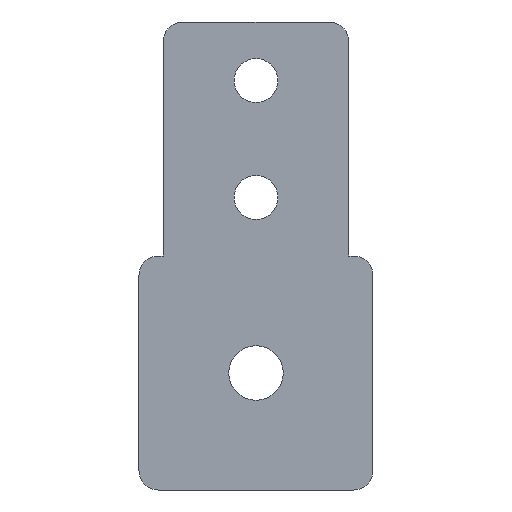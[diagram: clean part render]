
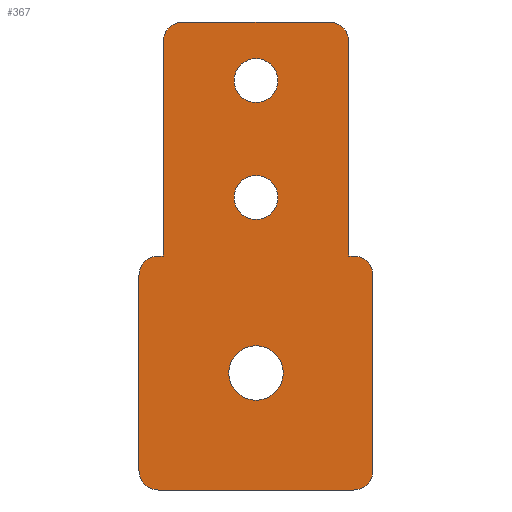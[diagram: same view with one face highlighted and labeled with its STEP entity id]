
A CAD part, front view. The second image highlights one B-rep face of the part: STEP entity #367.
In plain terms, the highlighted planar face has unit normal (0, -1, 0).
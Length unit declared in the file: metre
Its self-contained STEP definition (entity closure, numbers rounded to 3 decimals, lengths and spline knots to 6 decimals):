
#31=CIRCLE('',#411,0.0028);
#32=CIRCLE('',#412,0.00225);
#33=CIRCLE('',#413,0.00225);
#34=CIRCLE('',#414,0.002);
#35=CIRCLE('',#415,0.002);
#36=CIRCLE('',#416,0.002);
#37=CIRCLE('',#417,0.002);
#38=CIRCLE('',#418,0.002);
#39=CIRCLE('',#419,0.002);
#71=ORIENTED_EDGE('',*,*,#168,.F.);
#72=ORIENTED_EDGE('',*,*,#169,.T.);
#73=ORIENTED_EDGE('',*,*,#170,.T.);
#74=ORIENTED_EDGE('',*,*,#152,.F.);
#75=ORIENTED_EDGE('',*,*,#171,.T.);
#76=ORIENTED_EDGE('',*,*,#146,.F.);
#77=ORIENTED_EDGE('',*,*,#172,.T.);
#78=ORIENTED_EDGE('',*,*,#142,.T.);
#79=ORIENTED_EDGE('',*,*,#173,.F.);
#80=ORIENTED_EDGE('',*,*,#174,.T.);
#81=ORIENTED_EDGE('',*,*,#175,.T.);
#82=ORIENTED_EDGE('',*,*,#176,.T.);
#83=ORIENTED_EDGE('',*,*,#177,.T.);
#84=ORIENTED_EDGE('',*,*,#178,.T.);
#85=ORIENTED_EDGE('',*,*,#179,.F.);
#86=ORIENTED_EDGE('',*,*,#180,.T.);
#87=ORIENTED_EDGE('',*,*,#181,.F.);
#142=EDGE_CURVE('',#192,#193,#228,.T.);
#146=EDGE_CURVE('',#196,#197,#232,.T.);
#152=EDGE_CURVE('',#202,#203,#238,.T.);
#168=EDGE_CURVE('',#215,#215,#31,.T.);
#169=EDGE_CURVE('',#216,#216,#32,.T.);
#170=EDGE_CURVE('',#217,#217,#33,.T.);
#171=EDGE_CURVE('',#202,#197,#34,.F.);
#172=EDGE_CURVE('',#196,#192,#35,.F.);
#173=EDGE_CURVE('',#218,#193,#245,.T.);
#174=EDGE_CURVE('',#218,#219,#36,.F.);
#175=EDGE_CURVE('',#219,#220,#246,.T.);
#176=EDGE_CURVE('',#220,#221,#37,.F.);
#177=EDGE_CURVE('',#221,#222,#247,.T.);
#178=EDGE_CURVE('',#222,#223,#38,.F.);
#179=EDGE_CURVE('',#224,#223,#248,.T.);
#180=EDGE_CURVE('',#224,#225,#39,.F.);
#181=EDGE_CURVE('',#203,#225,#249,.T.);
#192=VERTEX_POINT('',#555);
#193=VERTEX_POINT('',#556);
#196=VERTEX_POINT('',#564);
#197=VERTEX_POINT('',#565);
#202=VERTEX_POINT('',#576);
#203=VERTEX_POINT('',#578);
#215=VERTEX_POINT('',#608);
#216=VERTEX_POINT('',#610);
#217=VERTEX_POINT('',#612);
#218=VERTEX_POINT('',#616);
#219=VERTEX_POINT('',#618);
#220=VERTEX_POINT('',#620);
#221=VERTEX_POINT('',#622);
#222=VERTEX_POINT('',#624);
#223=VERTEX_POINT('',#626);
#224=VERTEX_POINT('',#628);
#225=VERTEX_POINT('',#630);
#228=LINE('',#554,#258);
#232=LINE('',#563,#262);
#238=LINE('',#577,#268);
#245=LINE('',#615,#275);
#246=LINE('',#619,#276);
#247=LINE('',#623,#277);
#248=LINE('',#627,#278);
#249=LINE('',#631,#279);
#258=VECTOR('',#442,1.);
#262=VECTOR('',#448,1.);
#268=VECTOR('',#456,1.);
#275=VECTOR('',#495,1.);
#276=VECTOR('',#498,1.);
#277=VECTOR('',#501,1.);
#278=VECTOR('',#504,1.);
#279=VECTOR('',#507,1.);
#295=EDGE_LOOP('',(#71));
#296=EDGE_LOOP('',(#72));
#297=EDGE_LOOP('',(#73));
#298=EDGE_LOOP('',(#74,#75,#76,#77,#78,#79,#80,#81,#82,#83,#84,#85,#86,
#87));
#327=FACE_BOUND('',#295,.T.);
#328=FACE_BOUND('',#296,.T.);
#329=FACE_BOUND('',#297,.T.);
#330=FACE_BOUND('',#298,.T.);
#356=PLANE('',#410);
#367=ADVANCED_FACE('',(#327,#328,#329,#330),#356,.F.);
#410=AXIS2_PLACEMENT_3D('',#606,#483,#484);
#411=AXIS2_PLACEMENT_3D('',#607,#485,#486);
#412=AXIS2_PLACEMENT_3D('',#609,#487,#488);
#413=AXIS2_PLACEMENT_3D('',#611,#489,#490);
#414=AXIS2_PLACEMENT_3D('',#613,#491,#492);
#415=AXIS2_PLACEMENT_3D('',#614,#493,#494);
#416=AXIS2_PLACEMENT_3D('',#617,#496,#497);
#417=AXIS2_PLACEMENT_3D('',#621,#499,#500);
#418=AXIS2_PLACEMENT_3D('',#625,#502,#503);
#419=AXIS2_PLACEMENT_3D('',#629,#505,#506);
#442=DIRECTION('',(0.,0.,-1.));
#448=DIRECTION('',(1.,0.,0.));
#456=DIRECTION('',(0.,0.,-1.));
#483=DIRECTION('',(0.,1.,0.));
#484=DIRECTION('',(1.,0.,0.));
#485=DIRECTION('',(0.,-1.,0.));
#486=DIRECTION('',(-1.,0.,0.));
#487=DIRECTION('',(0.,1.,0.));
#488=DIRECTION('',(1.,0.,0.));
#489=DIRECTION('',(0.,1.,0.));
#490=DIRECTION('',(1.,0.,0.));
#491=DIRECTION('',(0.,1.,0.));
#492=DIRECTION('',(1.,0.,0.));
#493=DIRECTION('',(0.,1.,0.));
#494=DIRECTION('',(1.,0.,0.));
#495=DIRECTION('',(1.,0.,0.));
#496=DIRECTION('',(0.,1.,0.));
#497=DIRECTION('',(1.,0.,0.));
#498=DIRECTION('',(0.,0.,-1.));
#499=DIRECTION('',(0.,1.,0.));
#500=DIRECTION('',(1.,0.,0.));
#501=DIRECTION('',(1.,0.,0.));
#502=DIRECTION('',(0.,1.,0.));
#503=DIRECTION('',(1.,0.,0.));
#504=DIRECTION('',(0.,0.,-1.));
#505=DIRECTION('',(0.,1.,0.));
#506=DIRECTION('',(1.,0.,0.));
#507=DIRECTION('',(1.,0.,0.));
#554=CARTESIAN_POINT('',(-0.0095,0.01,0.024));
#555=CARTESIAN_POINT('',(-0.0095,0.01,-0.138));
#556=CARTESIAN_POINT('',(-0.0095,0.01,-0.16));
#563=CARTESIAN_POINT('',(0.,0.01,-0.136));
#564=CARTESIAN_POINT('',(-0.0075,0.01,-0.136));
#565=CARTESIAN_POINT('',(0.0075,0.01,-0.136));
#576=CARTESIAN_POINT('',(0.0095,0.01,-0.138));
#577=CARTESIAN_POINT('',(0.0095,0.01,-0.148));
#578=CARTESIAN_POINT('',(0.0095,0.01,-0.16));
#606=CARTESIAN_POINT('',(-0.000001,0.01,-0.386));
#607=CARTESIAN_POINT('',(0.,0.01,-0.172));
#608=CARTESIAN_POINT('',(-0.0028,0.01,-0.172));
#609=CARTESIAN_POINT('',(0.,0.01,-0.142008));
#610=CARTESIAN_POINT('',(0.00225,0.01,-0.142008));
#611=CARTESIAN_POINT('',(0.,0.01,-0.154));
#612=CARTESIAN_POINT('',(0.00225,0.01,-0.154));
#613=CARTESIAN_POINT('',(0.0075,0.01,-0.138));
#614=CARTESIAN_POINT('',(-0.0075,0.01,-0.138));
#615=CARTESIAN_POINT('',(0.,0.01,-0.16));
#616=CARTESIAN_POINT('',(-0.01,0.01,-0.16));
#617=CARTESIAN_POINT('',(-0.01,0.01,-0.162));
#618=CARTESIAN_POINT('',(-0.012,0.01,-0.162));
#619=CARTESIAN_POINT('',(-0.012,0.01,-0.172));
#620=CARTESIAN_POINT('',(-0.012,0.01,-0.182));
#621=CARTESIAN_POINT('',(-0.01,0.01,-0.182));
#622=CARTESIAN_POINT('',(-0.01,0.01,-0.184));
#623=CARTESIAN_POINT('',(0.,0.01,-0.184));
#624=CARTESIAN_POINT('',(0.01,0.01,-0.184));
#625=CARTESIAN_POINT('',(0.01,0.01,-0.182));
#626=CARTESIAN_POINT('',(0.012,0.01,-0.182));
#627=CARTESIAN_POINT('',(0.012,0.01,-0.172));
#628=CARTESIAN_POINT('',(0.012,0.01,-0.162));
#629=CARTESIAN_POINT('',(0.01,0.01,-0.162));
#630=CARTESIAN_POINT('',(0.01,0.01,-0.16));
#631=CARTESIAN_POINT('',(0.,0.01,-0.16));
